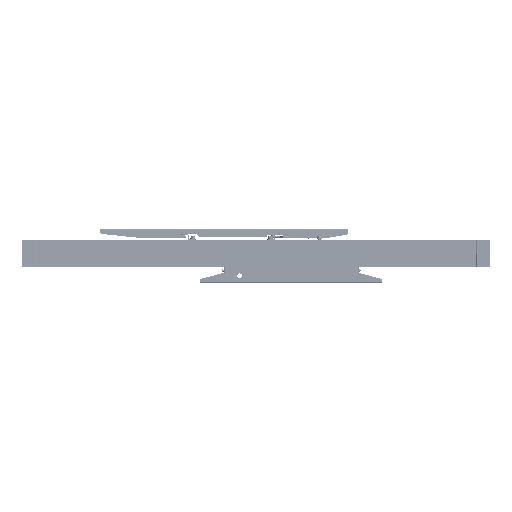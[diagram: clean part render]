
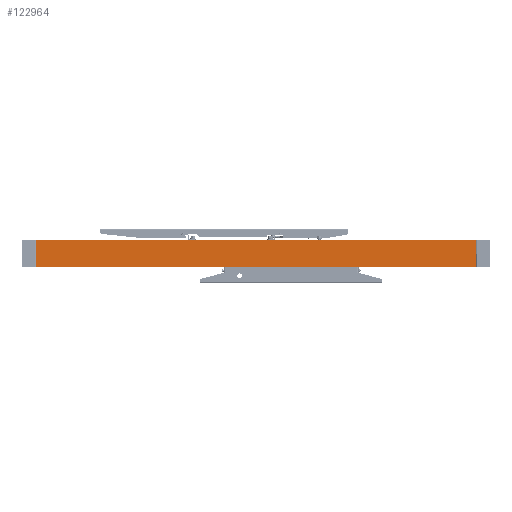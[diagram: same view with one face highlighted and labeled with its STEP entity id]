
A CAD part, left-side view. The second image highlights one B-rep face of the part: STEP entity #122964.
In plain terms, the highlighted planar face has unit normal (-1, 0, 0).
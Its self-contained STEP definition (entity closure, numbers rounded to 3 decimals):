
#7116 = CARTESIAN_POINT ( 'NONE',  ( -467.6, 654.999, 42.501 ) ) ;
#24716 = VERTEX_POINT ( 'NONE', #354003 ) ;
#39322 = FACE_OUTER_BOUND ( 'NONE', #134448, .T. ) ;
#45150 = ORIENTED_EDGE ( 'NONE', *, *, #236127, .T. ) ;
#51395 = LINE ( 'NONE', #295710, #126620 ) ;
#70396 = VERTEX_POINT ( 'NONE', #119976 ) ;
#73101 = LINE ( 'NONE', #197357, #248623 ) ;
#75841 = EDGE_CURVE ( 'NONE', #263298, #24716, #51395, .T. ) ;
#81796 = DIRECTION ( 'NONE',  ( 0., -1., 0. ) ) ;
#87050 = EDGE_CURVE ( 'NONE', #70396, #247719, #73101, .T. ) ;
#98594 = EDGE_CURVE ( 'NONE', #247719, #24716, #161022, .T. ) ;
#105475 = VECTOR ( 'NONE', #321918, 1000. ) ;
#119531 = ORIENTED_EDGE ( 'NONE', *, *, #98594, .F. ) ;
#119976 = CARTESIAN_POINT ( 'NONE',  ( -467.6, 654.999, 111.499 ) ) ;
#122964 = ADVANCED_FACE ( 'NONE', ( #39322 ), #224534, .T. ) ;
#126620 = VECTOR ( 'NONE', #81796, 1000. ) ;
#134448 = EDGE_LOOP ( 'NONE', ( #119531, #287268, #45150, #284009 ) ) ;
#142493 = CARTESIAN_POINT ( 'NONE',  ( -467.6, -475.001, 111.499 ) ) ;
#152645 = VECTOR ( 'NONE', #204964, 1000. ) ;
#161022 = LINE ( 'NONE', #142493, #105475 ) ;
#192025 = DIRECTION ( 'NONE',  ( -1., 0., 0. ) ) ;
#197357 = CARTESIAN_POINT ( 'NONE',  ( -467.6, 654.999, 111.499 ) ) ;
#204964 = DIRECTION ( 'NONE',  ( 0., 0., -1. ) ) ;
#224534 = PLANE ( 'NONE',  #351359 ) ;
#233878 = DIRECTION ( 'NONE',  ( 0., -1., 0. ) ) ;
#236127 = EDGE_CURVE ( 'NONE', #70396, #263298, #304571, .T. ) ;
#247719 = VERTEX_POINT ( 'NONE', #334150 ) ;
#248623 = VECTOR ( 'NONE', #233878, 1000. ) ;
#263090 = CARTESIAN_POINT ( 'NONE',  ( -467.6, 654.999, 111.499 ) ) ;
#263298 = VERTEX_POINT ( 'NONE', #7116 ) ;
#284009 = ORIENTED_EDGE ( 'NONE', *, *, #75841, .T. ) ;
#287268 = ORIENTED_EDGE ( 'NONE', *, *, #87050, .F. ) ;
#295710 = CARTESIAN_POINT ( 'NONE',  ( -467.6, 654.999, 42.501 ) ) ;
#304571 = LINE ( 'NONE', #392481, #152645 ) ;
#316299 = DIRECTION ( 'NONE',  ( 0., 0., 1. ) ) ;
#321918 = DIRECTION ( 'NONE',  ( 0., 0., -1. ) ) ;
#334150 = CARTESIAN_POINT ( 'NONE',  ( -467.6, -475.001, 111.499 ) ) ;
#351359 = AXIS2_PLACEMENT_3D ( 'NONE', #263090, #192025, #316299 ) ;
#354003 = CARTESIAN_POINT ( 'NONE',  ( -467.6, -475.001, 42.501 ) ) ;
#392481 = CARTESIAN_POINT ( 'NONE',  ( -467.6, 654.999, 111.499 ) ) ;
